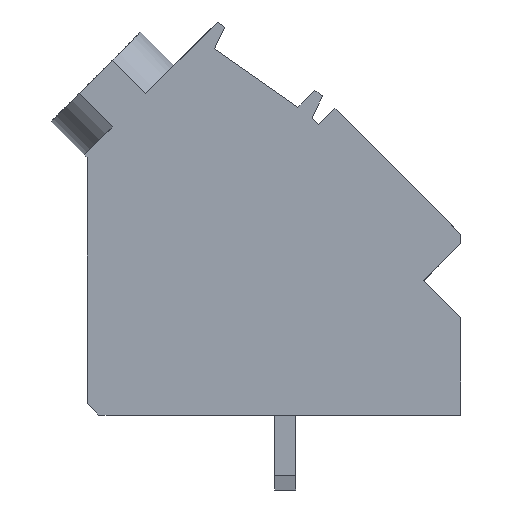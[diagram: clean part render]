
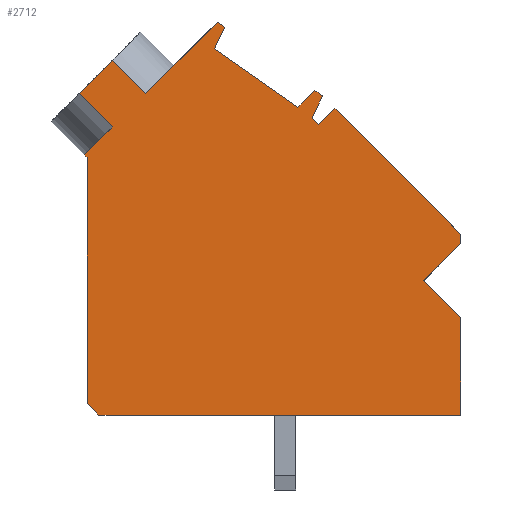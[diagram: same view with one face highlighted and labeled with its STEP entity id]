
A CAD part, left-side view. The second image highlights one B-rep face of the part: STEP entity #2712.
In plain terms, the highlighted planar face has unit normal (-1, 0, 0).
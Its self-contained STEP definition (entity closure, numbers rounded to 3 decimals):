
#2674=AXIS2_PLACEMENT_3D('Plane Axis2P3D',#2671,#2672,#2673) ;
#42=CARTESIAN_POINT('Vertex',(0.,0.,3.2)) ;
#56=CARTESIAN_POINT('Vertex',(0.,0.,7.36)) ;
#59=CARTESIAN_POINT('Line Origine',(0.,0.,5.28)) ;
#89=CARTESIAN_POINT('Vertex',(0.,15.96,14.2)) ;
#92=CARTESIAN_POINT('Line Origine',(0.,16.023,14.263)) ;
#96=CARTESIAN_POINT('Vertex',(0.,16.086,14.326)) ;
#194=CARTESIAN_POINT('Line Origine',(0.,15.591,17.649)) ;
#198=CARTESIAN_POINT('Vertex',(0.,16.312,16.928)) ;
#200=CARTESIAN_POINT('Vertex',(0.,14.87,18.37)) ;
#591=CARTESIAN_POINT('Vertex',(0.,13.455,16.956)) ;
#594=CARTESIAN_POINT('Line Origine',(0.,11.934,18.478)) ;
#598=CARTESIAN_POINT('Vertex',(0.,10.412,20.)) ;
#627=CARTESIAN_POINT('Vertex',(0.,10.093,19.777)) ;
#637=CARTESIAN_POINT('Line Origine',(0.,10.252,19.888)) ;
#658=CARTESIAN_POINT('Vertex',(0.,10.522,18.857)) ;
#668=CARTESIAN_POINT('Line Origine',(0.,10.307,19.317)) ;
#689=CARTESIAN_POINT('Vertex',(0.,6.96,16.362)) ;
#699=CARTESIAN_POINT('Line Origine',(0.,8.741,17.609)) ;
#720=CARTESIAN_POINT('Vertex',(0.,6.242,17.08)) ;
#730=CARTESIAN_POINT('Line Origine',(0.,6.601,16.721)) ;
#751=CARTESIAN_POINT('Vertex',(0.,5.906,16.845)) ;
#761=CARTESIAN_POINT('Line Origine',(0.,6.074,16.963)) ;
#782=CARTESIAN_POINT('Vertex',(0.,6.356,15.88)) ;
#792=CARTESIAN_POINT('Line Origine',(0.,6.131,16.363)) ;
#813=CARTESIAN_POINT('Vertex',(0.,6.081,15.605)) ;
#823=CARTESIAN_POINT('Line Origine',(0.,6.219,15.742)) ;
#844=CARTESIAN_POINT('Vertex',(0.,5.374,16.312)) ;
#854=CARTESIAN_POINT('Line Origine',(0.,5.728,15.958)) ;
#875=CARTESIAN_POINT('Vertex',(0.,0.,10.938)) ;
#885=CARTESIAN_POINT('Line Origine',(0.,2.687,13.625)) ;
#1008=CARTESIAN_POINT('Vertex',(0.,0.,10.528)) ;
#1018=CARTESIAN_POINT('Line Origine',(0.,0.,10.733)) ;
#1039=CARTESIAN_POINT('Vertex',(0.,1.584,8.944)) ;
#1049=CARTESIAN_POINT('Line Origine',(0.,0.792,9.736)) ;
#2405=CARTESIAN_POINT('Vertex',(0.,14.898,15.514)) ;
#2408=CARTESIAN_POINT('Line Origine',(0.,14.898,15.514)) ;
#2556=CARTESIAN_POINT('Line Origine',(0.,13.455,16.956)) ;
#2595=CARTESIAN_POINT('Line Origine',(0.,15.492,14.92)) ;
#2622=CARTESIAN_POINT('Vertex',(0.,15.96,3.7)) ;
#2625=CARTESIAN_POINT('Line Origine',(0.,15.96,8.95)) ;
#2659=CARTESIAN_POINT('Line Origine',(0.,0.792,8.152)) ;
#2671=CARTESIAN_POINT('Axis2P3D Location',(0.,15.96,3.2)) ;
#2676=CARTESIAN_POINT('Line Origine',(0.,15.71,3.45)) ;
#2680=CARTESIAN_POINT('Vertex',(0.,15.46,3.2)) ;
#2683=CARTESIAN_POINT('Line Origine',(0.,7.73,3.2)) ;
#60=DIRECTION('Vector Direction',(0.,0.,-1.)) ;
#93=DIRECTION('Vector Direction',(0.,0.707,0.707)) ;
#195=DIRECTION('Vector Direction',(0.,-0.707,0.707)) ;
#595=DIRECTION('Vector Direction',(0.,-0.707,0.707)) ;
#638=DIRECTION('Vector Direction',(0.,-0.819,-0.574)) ;
#669=DIRECTION('Vector Direction',(0.,0.423,-0.906)) ;
#700=DIRECTION('Vector Direction',(0.,-0.819,-0.574)) ;
#731=DIRECTION('Vector Direction',(0.,-0.707,0.707)) ;
#762=DIRECTION('Vector Direction',(0.,-0.819,-0.574)) ;
#793=DIRECTION('Vector Direction',(0.,0.423,-0.906)) ;
#824=DIRECTION('Vector Direction',(0.,-0.707,-0.707)) ;
#855=DIRECTION('Vector Direction',(0.,-0.707,0.707)) ;
#886=DIRECTION('Vector Direction',(0.,-0.707,-0.707)) ;
#1019=DIRECTION('Vector Direction',(0.,0.,-1.)) ;
#1050=DIRECTION('Vector Direction',(0.,0.707,-0.707)) ;
#2409=DIRECTION('Vector Direction',(0.,-0.707,-0.707)) ;
#2557=DIRECTION('Vector Direction',(0.,-0.707,-0.707)) ;
#2596=DIRECTION('Vector Direction',(0.,-0.707,0.707)) ;
#2626=DIRECTION('Vector Direction',(0.,0.,1.)) ;
#2660=DIRECTION('Vector Direction',(0.,-0.707,-0.707)) ;
#2672=DIRECTION('Axis2P3D Direction',(1.,-0.,0.)) ;
#2673=DIRECTION('Axis2P3D XDirection',(0.,1.,0.)) ;
#2677=DIRECTION('Vector Direction',(0.,0.707,0.707)) ;
#2684=DIRECTION('Vector Direction',(0.,-1.,0.)) ;
#61=VECTOR('Line Direction',#60,1.) ;
#94=VECTOR('Line Direction',#93,1.) ;
#196=VECTOR('Line Direction',#195,1.) ;
#596=VECTOR('Line Direction',#595,1.) ;
#639=VECTOR('Line Direction',#638,1.) ;
#670=VECTOR('Line Direction',#669,1.) ;
#701=VECTOR('Line Direction',#700,1.) ;
#732=VECTOR('Line Direction',#731,1.) ;
#763=VECTOR('Line Direction',#762,1.) ;
#794=VECTOR('Line Direction',#793,1.) ;
#825=VECTOR('Line Direction',#824,1.) ;
#856=VECTOR('Line Direction',#855,1.) ;
#887=VECTOR('Line Direction',#886,1.) ;
#1020=VECTOR('Line Direction',#1019,1.) ;
#1051=VECTOR('Line Direction',#1050,1.) ;
#2410=VECTOR('Line Direction',#2409,1.) ;
#2558=VECTOR('Line Direction',#2557,1.) ;
#2597=VECTOR('Line Direction',#2596,1.) ;
#2627=VECTOR('Line Direction',#2626,1.) ;
#2661=VECTOR('Line Direction',#2660,1.) ;
#2678=VECTOR('Line Direction',#2677,1.) ;
#2685=VECTOR('Line Direction',#2684,1.) ;
#2689=ORIENTED_EDGE('',*,*,#2599,.F.) ;
#2690=ORIENTED_EDGE('',*,*,#98,.F.) ;
#2691=ORIENTED_EDGE('',*,*,#2629,.F.) ;
#2692=ORIENTED_EDGE('',*,*,#2682,.F.) ;
#2693=ORIENTED_EDGE('',*,*,#2687,.T.) ;
#2694=ORIENTED_EDGE('',*,*,#63,.F.) ;
#2695=ORIENTED_EDGE('',*,*,#2663,.F.) ;
#2696=ORIENTED_EDGE('',*,*,#1053,.F.) ;
#2697=ORIENTED_EDGE('',*,*,#1022,.F.) ;
#2698=ORIENTED_EDGE('',*,*,#889,.F.) ;
#2699=ORIENTED_EDGE('',*,*,#858,.F.) ;
#2700=ORIENTED_EDGE('',*,*,#827,.F.) ;
#2701=ORIENTED_EDGE('',*,*,#796,.F.) ;
#2702=ORIENTED_EDGE('',*,*,#765,.F.) ;
#2703=ORIENTED_EDGE('',*,*,#734,.F.) ;
#2704=ORIENTED_EDGE('',*,*,#703,.F.) ;
#2705=ORIENTED_EDGE('',*,*,#672,.F.) ;
#2706=ORIENTED_EDGE('',*,*,#641,.F.) ;
#2707=ORIENTED_EDGE('',*,*,#600,.F.) ;
#2708=ORIENTED_EDGE('',*,*,#2560,.F.) ;
#2709=ORIENTED_EDGE('',*,*,#202,.F.) ;
#2710=ORIENTED_EDGE('',*,*,#2412,.F.) ;
#2712=ADVANCED_FACE('Housing',(#2711),#2675,.F.) ;
#63=EDGE_CURVE('',#57,#43,#62,.T.) ;
#98=EDGE_CURVE('',#90,#97,#95,.T.) ;
#202=EDGE_CURVE('',#199,#201,#197,.T.) ;
#600=EDGE_CURVE('',#592,#599,#597,.T.) ;
#641=EDGE_CURVE('',#599,#628,#640,.T.) ;
#672=EDGE_CURVE('',#628,#659,#671,.T.) ;
#703=EDGE_CURVE('',#659,#690,#702,.T.) ;
#734=EDGE_CURVE('',#690,#721,#733,.T.) ;
#765=EDGE_CURVE('',#721,#752,#764,.T.) ;
#796=EDGE_CURVE('',#752,#783,#795,.T.) ;
#827=EDGE_CURVE('',#783,#814,#826,.T.) ;
#858=EDGE_CURVE('',#814,#845,#857,.T.) ;
#889=EDGE_CURVE('',#845,#876,#888,.T.) ;
#1022=EDGE_CURVE('',#876,#1009,#1021,.T.) ;
#1053=EDGE_CURVE('',#1009,#1040,#1052,.T.) ;
#2412=EDGE_CURVE('',#2406,#199,#2411,.F.) ;
#2560=EDGE_CURVE('',#201,#592,#2559,.T.) ;
#2599=EDGE_CURVE('',#97,#2406,#2598,.T.) ;
#2629=EDGE_CURVE('',#2623,#90,#2628,.T.) ;
#2663=EDGE_CURVE('',#1040,#57,#2662,.T.) ;
#2682=EDGE_CURVE('',#2681,#2623,#2679,.T.) ;
#2687=EDGE_CURVE('',#2681,#43,#2686,.T.) ;
#2688=EDGE_LOOP('',(#2689,#2690,#2691,#2692,#2693,#2694,#2695,#2696,#2697,#2698,#2699,#2700,#2701,#2702,#2703,#2704,#2705,#2706,#2707,#2708,#2709,#2710)) ;
#2711=FACE_OUTER_BOUND('',#2688,.T.) ;
#62=LINE('Line',#59,#61) ;
#95=LINE('Line',#92,#94) ;
#197=LINE('Line',#194,#196) ;
#597=LINE('Line',#594,#596) ;
#640=LINE('Line',#637,#639) ;
#671=LINE('Line',#668,#670) ;
#702=LINE('Line',#699,#701) ;
#733=LINE('Line',#730,#732) ;
#764=LINE('Line',#761,#763) ;
#795=LINE('Line',#792,#794) ;
#826=LINE('Line',#823,#825) ;
#857=LINE('Line',#854,#856) ;
#888=LINE('Line',#885,#887) ;
#1021=LINE('Line',#1018,#1020) ;
#1052=LINE('Line',#1049,#1051) ;
#2411=LINE('Line',#2408,#2410) ;
#2559=LINE('Line',#2556,#2558) ;
#2598=LINE('Line',#2595,#2597) ;
#2628=LINE('Line',#2625,#2627) ;
#2662=LINE('Line',#2659,#2661) ;
#2679=LINE('Line',#2676,#2678) ;
#2686=LINE('Line',#2683,#2685) ;
#2675=PLANE('',#2674) ;
#43=VERTEX_POINT('',#42) ;
#57=VERTEX_POINT('',#56) ;
#90=VERTEX_POINT('',#89) ;
#97=VERTEX_POINT('',#96) ;
#199=VERTEX_POINT('',#198) ;
#201=VERTEX_POINT('',#200) ;
#592=VERTEX_POINT('',#591) ;
#599=VERTEX_POINT('',#598) ;
#628=VERTEX_POINT('',#627) ;
#659=VERTEX_POINT('',#658) ;
#690=VERTEX_POINT('',#689) ;
#721=VERTEX_POINT('',#720) ;
#752=VERTEX_POINT('',#751) ;
#783=VERTEX_POINT('',#782) ;
#814=VERTEX_POINT('',#813) ;
#845=VERTEX_POINT('',#844) ;
#876=VERTEX_POINT('',#875) ;
#1009=VERTEX_POINT('',#1008) ;
#1040=VERTEX_POINT('',#1039) ;
#2406=VERTEX_POINT('',#2405) ;
#2623=VERTEX_POINT('',#2622) ;
#2681=VERTEX_POINT('',#2680) ;
